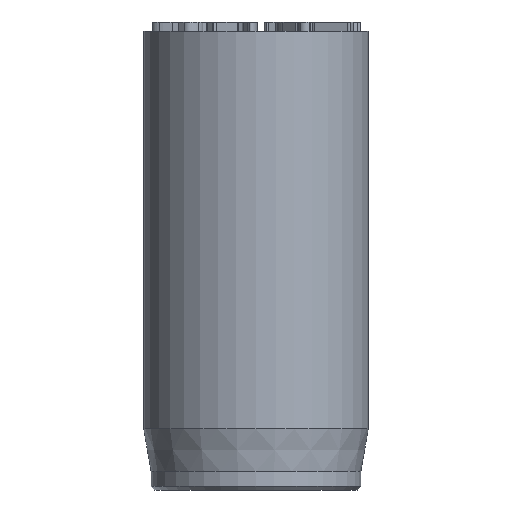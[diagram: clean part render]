
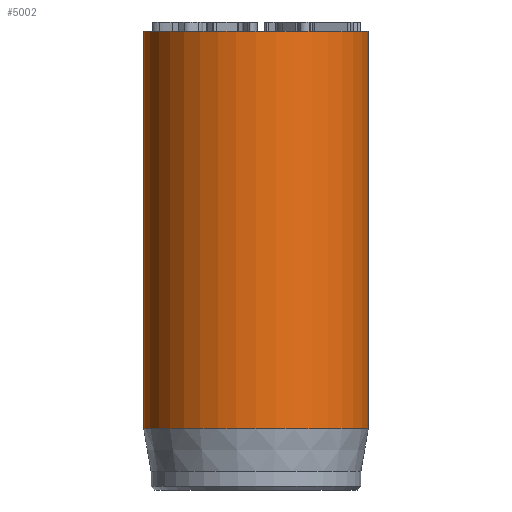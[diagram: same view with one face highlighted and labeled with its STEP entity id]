
A CAD part, front view. The second image highlights one B-rep face of the part: STEP entity #5002.
In plain terms, the highlighted cylindrical face has radius 6 mm (diameter 12 mm), a full revolution.
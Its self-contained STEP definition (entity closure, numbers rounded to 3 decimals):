
#32=CYLINDRICAL_SURFACE('',#5193,6.);
#44=CIRCLE('',#5156,6.);
#60=CIRCLE('',#5191,6.);
#61=CIRCLE('',#5192,6.);
#460=FACE_OUTER_BOUND('',#766,.T.);
#766=EDGE_LOOP('',(#4485,#4486,#4487,#4488,#4489));
#1139=LINE('',#9454,#1520);
#1520=VECTOR('',#5810,6.);
#2322=VERTEX_POINT('',#9389);
#2338=VERTEX_POINT('',#9448);
#2339=VERTEX_POINT('',#9449);
#3034=EDGE_CURVE('',#2322,#2322,#44,.T.);
#3058=EDGE_CURVE('',#2338,#2339,#60,.T.);
#3059=EDGE_CURVE('',#2339,#2338,#61,.T.);
#3061=EDGE_CURVE('',#2322,#2338,#1139,.T.);
#4485=ORIENTED_EDGE('',*,*,#3034,.T.);
#4486=ORIENTED_EDGE('',*,*,#3061,.T.);
#4487=ORIENTED_EDGE('',*,*,#3058,.T.);
#4488=ORIENTED_EDGE('',*,*,#3059,.T.);
#4489=ORIENTED_EDGE('',*,*,#3061,.F.);
#5002=ADVANCED_FACE('',(#460),#32,.T.);
#5156=AXIS2_PLACEMENT_3D('',#9390,#5725,#5726);
#5191=AXIS2_PLACEMENT_3D('',#9450,#5803,#5804);
#5192=AXIS2_PLACEMENT_3D('',#9451,#5805,#5806);
#5193=AXIS2_PLACEMENT_3D('',#9453,#5808,#5809);
#5725=DIRECTION('center_axis',(0.,0.,-1.));
#5726=DIRECTION('ref_axis',(-1.,0.,0.));
#5803=DIRECTION('center_axis',(0.,0.,1.));
#5804=DIRECTION('ref_axis',(-1.,0.,0.));
#5805=DIRECTION('center_axis',(0.,0.,1.));
#5806=DIRECTION('ref_axis',(-1.,0.,0.));
#5808=DIRECTION('center_axis',(0.,0.,1.));
#5809=DIRECTION('ref_axis',(-1.,0.,0.));
#5810=DIRECTION('',(0.,0.,-1.));
#9389=CARTESIAN_POINT('',(6.,0.,24.5));
#9390=CARTESIAN_POINT('Origin',(0.,0.,24.5));
#9448=CARTESIAN_POINT('',(6.,0.,3.269));
#9449=CARTESIAN_POINT('',(-6.,0.,3.269));
#9450=CARTESIAN_POINT('Origin',(0.,0.,3.269));
#9451=CARTESIAN_POINT('Origin',(0.,0.,3.269));
#9453=CARTESIAN_POINT('Origin',(0.,0.,0.));
#9454=CARTESIAN_POINT('',(6.,0.,0.));
